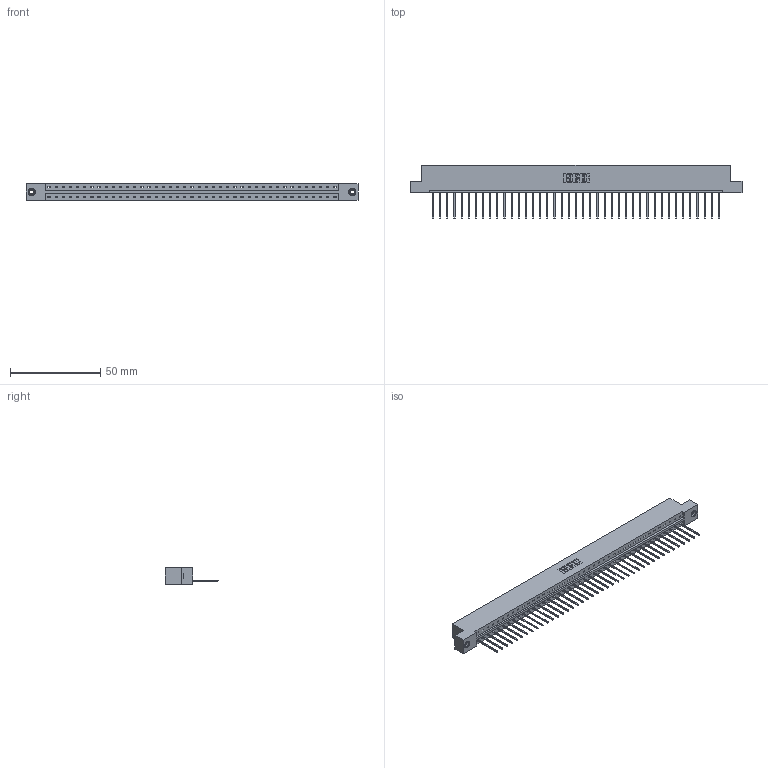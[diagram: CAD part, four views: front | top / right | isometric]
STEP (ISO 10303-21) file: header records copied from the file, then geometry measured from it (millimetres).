
FILE_DESCRIPTION (( 'STEP AP203' ), '1' );
FILE_NAME ('833-041-540-108.STEP', '2020-06-03T19:08:53', ( '' ), ( '' ), 'SwSTEP 2.0', 'SolidWorks 2020', '' );
FILE_SCHEMA (( 'CONFIG_CONTROL_DESIGN' ));
Length unit declared in the file: inch
Products named in the file (4): 833-041-540-108; 345-292-001_345-293-140; 345-250-001_345-250-003-102; 833 Part_Flush - .156 Dia - TI
Assembly tree (44 placements, depth 2):
  833-041-540-108
    833 Part_Flush - .156 Dia - TI
    345-292-001_345-293-140  x41
    345-250-001_345-250-003-102  x2
Bounding box: 184 x 29.47 x 9.4 mm (x, y, z)
Volume: 18555.8 mm3; surface area: 20510.8 mm2
Topology: 44 solids, 44 shells, 2552 faces, 7663 edges, 5046 vertices
Faces by surface type: plane 1824, cylinder 712, cone 12, torus 4
Entity records: 26398 total; most frequent: CARTESIAN_POINT 4536, ORIENTED_EDGE 4506, DIRECTION 3861, EDGE_CURVE 2253, VECTOR 2105, LINE 2105, VERTEX_POINT 1496, AXIS2_PLACEMENT_3D 878
